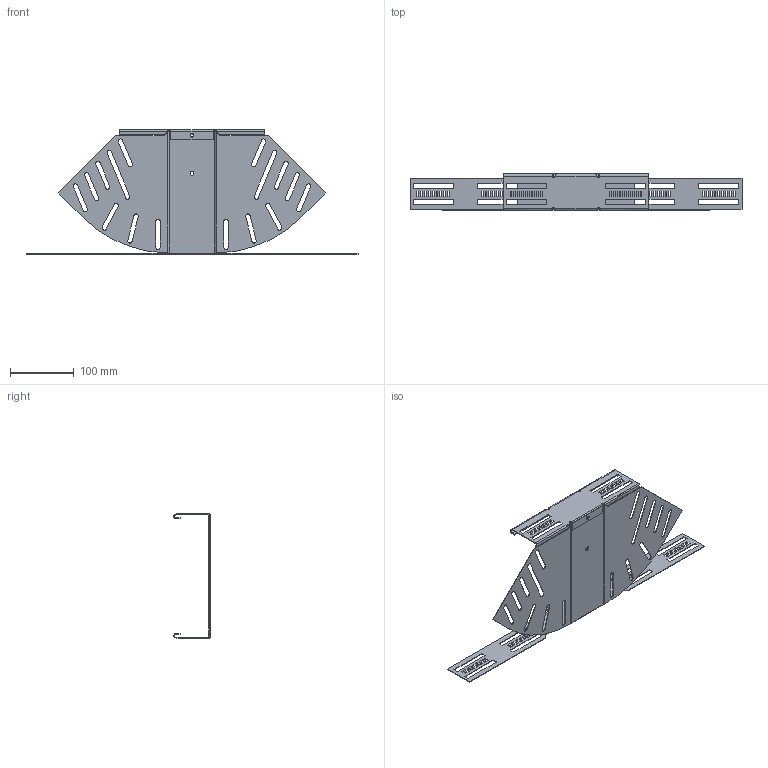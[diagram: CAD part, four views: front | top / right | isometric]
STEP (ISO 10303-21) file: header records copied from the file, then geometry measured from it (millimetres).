
FILE_DESCRIPTION (( 'STEP AP214' ), '1' );
FILE_NAME ('6037174.STEP', '2024-10-22T11:24:24', ( '' ), ( '' ), 'SwSTEP 2.0', 'SolidWorks 2024', '' );
FILE_SCHEMA (( 'AUTOMOTIVE_DESIGN' ));
Length unit declared in the file: millimetre
Products named in the file (3): 167655_60x0°; 6037174; 167753_200
Assembly tree (2 placements, depth 2):
  6037174
    167753_200
    167655_60x0°
Bounding box: 522 x 57 x 195 mm (x, y, z)
Volume: 94129.6 mm3; surface area: 188724.2 mm2
Topology: 2 solids, 2 shells, 540 faces, 1512 edges, 976 vertices
Faces by surface type: plane 390, cylinder 140, bspline 10
Entity records: 17814 total; most frequent: CARTESIAN_POINT 3401, ORIENTED_EDGE 3024, DIRECTION 2802, EDGE_CURVE 1512, VECTOR 1212, LINE 1212, VERTEX_POINT 976, AXIS2_PLACEMENT_3D 795
